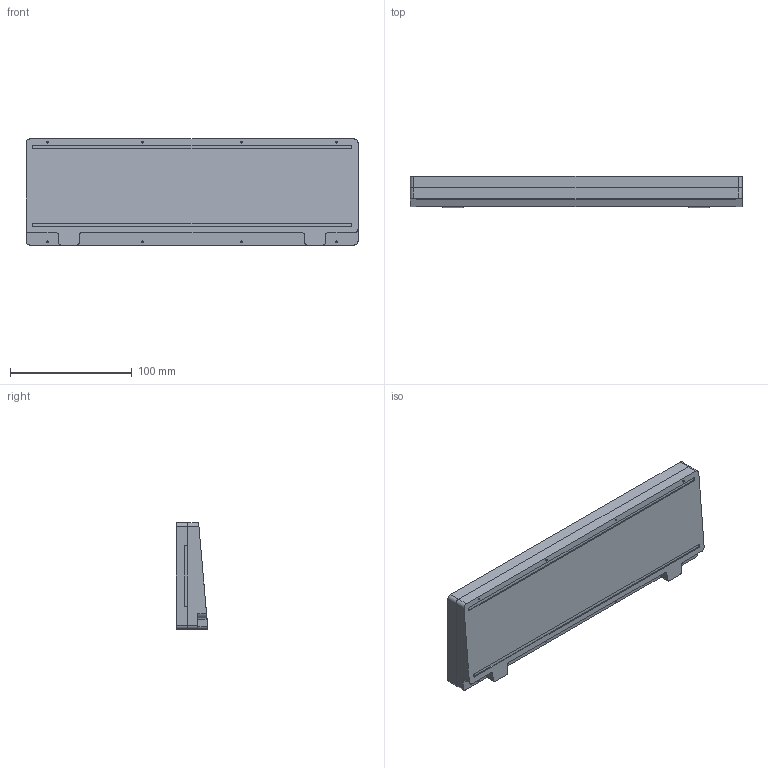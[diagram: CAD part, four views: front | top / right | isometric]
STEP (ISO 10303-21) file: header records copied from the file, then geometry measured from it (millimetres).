
FILE_DESCRIPTION(/* description */ (''),/* implementation_level */ '2;1');
FILE_NAME(/* name */ '40~% case step.step',/* time_stamp */ '2020-06-29T10:58:00+02:00',/* author */ (''),/* organization */ (''),/* preprocessor_version */ 'ST-DEVELOPER v18.1',/* originating_system */ 'Autodesk Translation Framework v9.3.0.1241',/* authorisation */ '');
FILE_SCHEMA (('AUTOMOTIVE_DESIGN { 1 0 10303 214 3 1 1 }'));
Length unit declared in the file: millimetre
Products named in the file (1): 40~% case step file
Bounding box: 272.89 x 26.12 x 87.15 mm (x, y, z)
Volume: 187782.4 mm3; surface area: 84324 mm2
Topology: 2 solids, 2 shells, 228 faces, 588 edges, 392 vertices
Faces by surface type: plane 138, cylinder 90
Full cylindrical faces by diameter (mm): 1.623 x16
Entity records: 7051 total; most frequent: DIRECTION 1226, CARTESIAN_POINT 1209, ORIENTED_EDGE 1176, EDGE_CURVE 588, AXIS2_PLACEMENT_3D 409, LINE 408, VECTOR 408, VERTEX_POINT 392
